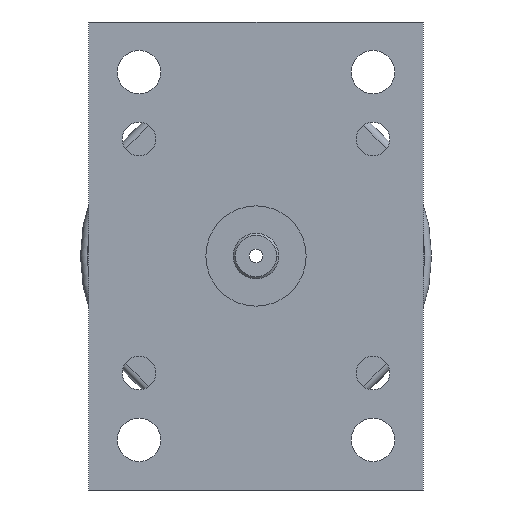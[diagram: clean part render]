
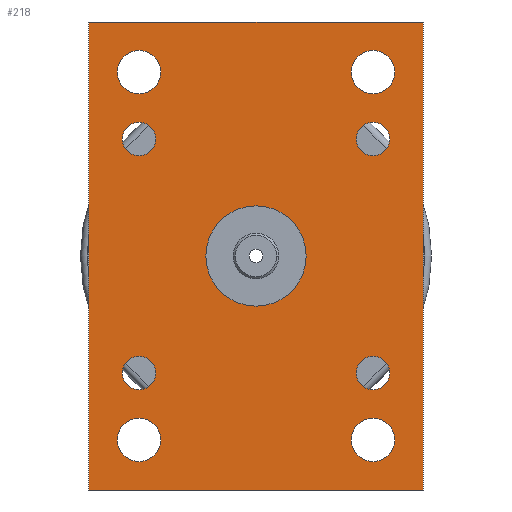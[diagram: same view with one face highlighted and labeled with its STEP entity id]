
A CAD part, left-side view. The second image highlights one B-rep face of the part: STEP entity #218.
In plain terms, the highlighted planar face has unit normal (-1, 0, 0).
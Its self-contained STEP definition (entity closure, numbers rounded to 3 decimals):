
#218=ADVANCED_FACE('',(#499,#500,#501,#502,#503,#504,#505,#506,#507,#508),#509,.F.);
#499=FACE_OUTER_BOUND('',#874,.T.);
#500=FACE_BOUND('',#875,.T.);
#501=FACE_BOUND('',#876,.T.);
#502=FACE_BOUND('',#877,.T.);
#503=FACE_BOUND('',#878,.T.);
#504=FACE_BOUND('',#879,.T.);
#505=FACE_BOUND('',#880,.T.);
#506=FACE_BOUND('',#881,.T.);
#507=FACE_BOUND('',#882,.T.);
#508=FACE_BOUND('',#883,.T.);
#509=PLANE('',#884);
#874=EDGE_LOOP('',(#1472,#1473,#1474,#1475));
#875=EDGE_LOOP('',(#1476,#1477));
#876=EDGE_LOOP('',(#1478,#1479));
#877=EDGE_LOOP('',(#1480,#1481));
#878=EDGE_LOOP('',(#1482,#1483));
#879=EDGE_LOOP('',(#1484,#1485));
#880=EDGE_LOOP('',(#1486,#1487));
#881=EDGE_LOOP('',(#1488,#1489));
#882=EDGE_LOOP('',(#1490,#1491));
#883=EDGE_LOOP('',(#1492,#1493));
#884=AXIS2_PLACEMENT_3D('',#1494,#1495,#1496);
#1472=ORIENTED_EDGE('',*,*,#2355,.F.);
#1473=ORIENTED_EDGE('',*,*,#2356,.F.);
#1474=ORIENTED_EDGE('',*,*,#2357,.F.);
#1475=ORIENTED_EDGE('',*,*,#2358,.F.);
#1476=ORIENTED_EDGE('',*,*,#2359,.F.);
#1477=ORIENTED_EDGE('',*,*,#2144,.F.);
#1478=ORIENTED_EDGE('',*,*,#2360,.F.);
#1479=ORIENTED_EDGE('',*,*,#2345,.F.);
#1480=ORIENTED_EDGE('',*,*,#2361,.F.);
#1481=ORIENTED_EDGE('',*,*,#2340,.F.);
#1482=ORIENTED_EDGE('',*,*,#2350,.F.);
#1483=ORIENTED_EDGE('',*,*,#2352,.F.);
#1484=ORIENTED_EDGE('',*,*,#2362,.F.);
#1485=ORIENTED_EDGE('',*,*,#2335,.F.);
#1486=ORIENTED_EDGE('',*,*,#2363,.T.);
#1487=ORIENTED_EDGE('',*,*,#2330,.T.);
#1488=ORIENTED_EDGE('',*,*,#2364,.T.);
#1489=ORIENTED_EDGE('',*,*,#2325,.T.);
#1490=ORIENTED_EDGE('',*,*,#2365,.T.);
#1491=ORIENTED_EDGE('',*,*,#2320,.T.);
#1492=ORIENTED_EDGE('',*,*,#2366,.T.);
#1493=ORIENTED_EDGE('',*,*,#2315,.T.);
#1494=CARTESIAN_POINT('',(0.0,0.0,0.0));
#1495=DIRECTION('',(1.0,0.,0.0));
#1496=DIRECTION('',(0.,-1.0,0.0));
#2144=EDGE_CURVE('',#2546,#2542,#2548,.T.);
#2315=EDGE_CURVE('',#2837,#2841,#2843,.T.);
#2320=EDGE_CURVE('',#2846,#2850,#2852,.T.);
#2325=EDGE_CURVE('',#2855,#2859,#2861,.T.);
#2330=EDGE_CURVE('',#2864,#2868,#2870,.T.);
#2335=EDGE_CURVE('',#2877,#2873,#2879,.T.);
#2340=EDGE_CURVE('',#2886,#2882,#2888,.T.);
#2345=EDGE_CURVE('',#2895,#2891,#2897,.T.);
#2350=EDGE_CURVE('',#2904,#2900,#2906,.T.);
#2352=EDGE_CURVE('',#2900,#2904,#2908,.T.);
#2355=EDGE_CURVE('',#2911,#2912,#2913,.T.);
#2356=EDGE_CURVE('',#2914,#2911,#2915,.T.);
#2357=EDGE_CURVE('',#2916,#2914,#2917,.T.);
#2358=EDGE_CURVE('',#2912,#2916,#2918,.T.);
#2359=EDGE_CURVE('',#2542,#2546,#2919,.T.);
#2360=EDGE_CURVE('',#2891,#2895,#2920,.T.);
#2361=EDGE_CURVE('',#2882,#2886,#2921,.T.);
#2362=EDGE_CURVE('',#2873,#2877,#2922,.T.);
#2363=EDGE_CURVE('',#2868,#2864,#2923,.T.);
#2364=EDGE_CURVE('',#2859,#2855,#2924,.T.);
#2365=EDGE_CURVE('',#2850,#2846,#2925,.T.);
#2366=EDGE_CURVE('',#2841,#2837,#2926,.T.);
#2542=VERTEX_POINT('',#3126);
#2546=VERTEX_POINT('',#3131);
#2548=CIRCLE('',#3134,7.5);
#2837=VERTEX_POINT('',#3476);
#2841=VERTEX_POINT('',#3481);
#2843=CIRCLE('',#3484,3.25);
#2846=VERTEX_POINT('',#3487);
#2850=VERTEX_POINT('',#3492);
#2852=CIRCLE('',#3495,3.25);
#2855=VERTEX_POINT('',#3498);
#2859=VERTEX_POINT('',#3503);
#2861=CIRCLE('',#3506,3.25);
#2864=VERTEX_POINT('',#3509);
#2868=VERTEX_POINT('',#3514);
#2870=CIRCLE('',#3517,3.25);
#2873=VERTEX_POINT('',#3520);
#2877=VERTEX_POINT('',#3525);
#2879=CIRCLE('',#3528,2.5);
#2882=VERTEX_POINT('',#3531);
#2886=VERTEX_POINT('',#3536);
#2888=CIRCLE('',#3539,2.5);
#2891=VERTEX_POINT('',#3542);
#2895=VERTEX_POINT('',#3547);
#2897=CIRCLE('',#3550,2.5);
#2900=VERTEX_POINT('',#3553);
#2904=VERTEX_POINT('',#3558);
#2906=CIRCLE('',#3561,2.5);
#2908=CIRCLE('',#3563,2.5);
#2911=VERTEX_POINT('',#3566);
#2912=VERTEX_POINT('',#3567);
#2913=LINE('',#3568,#3569);
#2914=VERTEX_POINT('',#3570);
#2915=LINE('',#3571,#3572);
#2916=VERTEX_POINT('',#3573);
#2917=LINE('',#3574,#3575);
#2918=LINE('',#3576,#3577);
#2919=CIRCLE('',#3578,7.5);
#2920=CIRCLE('',#3579,2.5);
#2921=CIRCLE('',#3580,2.5);
#2922=CIRCLE('',#3581,2.5);
#2923=CIRCLE('',#3582,3.25);
#2924=CIRCLE('',#3583,3.25);
#2925=CIRCLE('',#3584,3.25);
#2926=CIRCLE('',#3585,3.25);
#3126=CARTESIAN_POINT('',(0.0,0.0,7.5));
#3131=CARTESIAN_POINT('',(0.,0.,-7.5));
#3134=AXIS2_PLACEMENT_3D('',#3811,#3812,#3813);
#3476=CARTESIAN_POINT('',(0.,17.5,-24.25));
#3481=CARTESIAN_POINT('',(0.,17.5,-30.75));
#3484=AXIS2_PLACEMENT_3D('',#4118,#4119,#4120);
#3487=CARTESIAN_POINT('',(0.,17.5,30.75));
#3492=CARTESIAN_POINT('',(0.,17.5,24.25));
#3495=AXIS2_PLACEMENT_3D('',#4126,#4127,#4128);
#3498=CARTESIAN_POINT('',(0.,-17.5,30.75));
#3503=CARTESIAN_POINT('',(0.,-17.5,24.25));
#3506=AXIS2_PLACEMENT_3D('',#4134,#4135,#4136);
#3509=CARTESIAN_POINT('',(0.,-17.5,-24.25));
#3514=CARTESIAN_POINT('',(0.,-17.5,-30.75));
#3517=AXIS2_PLACEMENT_3D('',#4142,#4143,#4144);
#3520=CARTESIAN_POINT('',(0.,17.5,20.0));
#3525=CARTESIAN_POINT('',(0.,17.5,15.0));
#3528=AXIS2_PLACEMENT_3D('',#4150,#4151,#4152);
#3531=CARTESIAN_POINT('',(0.,17.5,-15.0));
#3536=CARTESIAN_POINT('',(0.,17.5,-20.0));
#3539=AXIS2_PLACEMENT_3D('',#4158,#4159,#4160);
#3542=CARTESIAN_POINT('',(0.,-17.5,-15.0));
#3547=CARTESIAN_POINT('',(0.,-17.5,-20.0));
#3550=AXIS2_PLACEMENT_3D('',#4166,#4167,#4168);
#3553=CARTESIAN_POINT('',(0.,-17.5,20.0));
#3558=CARTESIAN_POINT('',(0.,-17.5,15.0));
#3561=AXIS2_PLACEMENT_3D('',#4174,#4175,#4176);
#3563=AXIS2_PLACEMENT_3D('',#4177,#4178,#4179);
#3566=CARTESIAN_POINT('',(0.,-25.0,-35.0));
#3567=CARTESIAN_POINT('',(0.,25.0,-35.0));
#3568=CARTESIAN_POINT('',(0.,-25.0,-35.0));
#3569=VECTOR('',#4183,50.0);
#3570=CARTESIAN_POINT('',(0.,-25.0,35.0));
#3571=CARTESIAN_POINT('',(0.,-25.0,35.0));
#3572=VECTOR('',#4184,70.0);
#3573=CARTESIAN_POINT('',(0.,25.0,35.0));
#3574=CARTESIAN_POINT('',(0.,25.0,35.0));
#3575=VECTOR('',#4185,50.0);
#3576=CARTESIAN_POINT('',(0.,25.0,-35.0));
#3577=VECTOR('',#4186,70.0);
#3578=AXIS2_PLACEMENT_3D('',#4187,#4188,#4189);
#3579=AXIS2_PLACEMENT_3D('',#4190,#4191,#4192);
#3580=AXIS2_PLACEMENT_3D('',#4193,#4194,#4195);
#3581=AXIS2_PLACEMENT_3D('',#4196,#4197,#4198);
#3582=AXIS2_PLACEMENT_3D('',#4199,#4200,#4201);
#3583=AXIS2_PLACEMENT_3D('',#4202,#4203,#4204);
#3584=AXIS2_PLACEMENT_3D('',#4205,#4206,#4207);
#3585=AXIS2_PLACEMENT_3D('',#4208,#4209,#4210);
#3811=CARTESIAN_POINT('',(0.0,0.0,0.0));
#3812=DIRECTION('',(-1.0,0.,0.0));
#3813=DIRECTION('',(0.0,0.0,1.0));
#4118=CARTESIAN_POINT('',(0.,17.5,-27.5));
#4119=DIRECTION('',(1.0,0.,-0.0));
#4120=DIRECTION('',(0.0,0.0,1.0));
#4126=CARTESIAN_POINT('',(0.,17.5,27.5));
#4127=DIRECTION('',(1.0,0.,-0.0));
#4128=DIRECTION('',(0.0,0.0,1.0));
#4134=CARTESIAN_POINT('',(0.,-17.5,27.5));
#4135=DIRECTION('',(1.0,0.,-0.0));
#4136=DIRECTION('',(0.0,0.0,1.0));
#4142=CARTESIAN_POINT('',(0.,-17.5,-27.5));
#4143=DIRECTION('',(1.0,0.,-0.0));
#4144=DIRECTION('',(0.0,0.0,1.0));
#4150=CARTESIAN_POINT('',(0.,17.5,17.5));
#4151=DIRECTION('',(-1.0,0.,0.0));
#4152=DIRECTION('',(0.0,0.0,1.0));
#4158=CARTESIAN_POINT('',(0.,17.5,-17.5));
#4159=DIRECTION('',(-1.0,0.,0.0));
#4160=DIRECTION('',(0.0,0.0,1.0));
#4166=CARTESIAN_POINT('',(0.,-17.5,-17.5));
#4167=DIRECTION('',(-1.0,0.,0.0));
#4168=DIRECTION('',(0.0,0.0,1.0));
#4174=CARTESIAN_POINT('',(0.,-17.5,17.5));
#4175=DIRECTION('',(-1.0,0.,-0.0));
#4176=DIRECTION('',(0.0,0.0,-1.0));
#4177=CARTESIAN_POINT('',(0.,-17.5,17.5));
#4178=DIRECTION('',(-1.0,0.,-0.0));
#4179=DIRECTION('',(0.0,0.0,-1.0));
#4183=DIRECTION('',(0.,1.0,0.0));
#4184=DIRECTION('',(0.0,0.0,-1.0));
#4185=DIRECTION('',(0.,-1.0,0.0));
#4186=DIRECTION('',(0.0,0.0,1.0));
#4187=CARTESIAN_POINT('',(0.0,0.0,0.0));
#4188=DIRECTION('',(-1.0,0.,0.0));
#4189=DIRECTION('',(0.0,0.0,1.0));
#4190=CARTESIAN_POINT('',(0.,-17.5,-17.5));
#4191=DIRECTION('',(-1.0,0.,0.0));
#4192=DIRECTION('',(0.0,0.0,1.0));
#4193=CARTESIAN_POINT('',(0.,17.5,-17.5));
#4194=DIRECTION('',(-1.0,0.,0.0));
#4195=DIRECTION('',(0.0,0.0,1.0));
#4196=CARTESIAN_POINT('',(0.,17.5,17.5));
#4197=DIRECTION('',(-1.0,0.,0.0));
#4198=DIRECTION('',(0.0,0.0,1.0));
#4199=CARTESIAN_POINT('',(0.,-17.5,-27.5));
#4200=DIRECTION('',(1.0,0.,-0.0));
#4201=DIRECTION('',(0.0,0.0,1.0));
#4202=CARTESIAN_POINT('',(0.,-17.5,27.5));
#4203=DIRECTION('',(1.0,0.,-0.0));
#4204=DIRECTION('',(0.0,0.0,1.0));
#4205=CARTESIAN_POINT('',(0.,17.5,27.5));
#4206=DIRECTION('',(1.0,0.,-0.0));
#4207=DIRECTION('',(0.0,0.0,1.0));
#4208=CARTESIAN_POINT('',(0.,17.5,-27.5));
#4209=DIRECTION('',(1.0,0.,-0.0));
#4210=DIRECTION('',(0.0,0.0,1.0));
